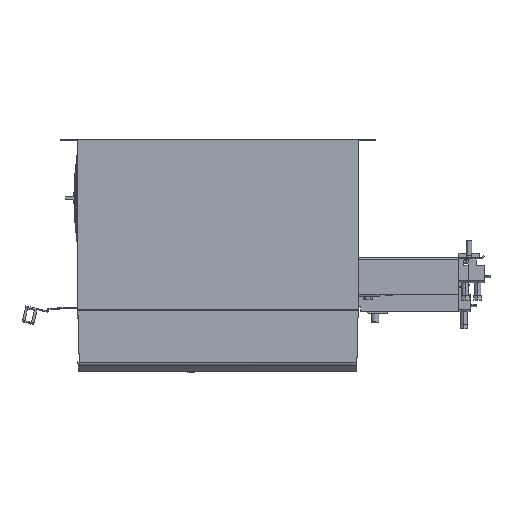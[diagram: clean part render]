
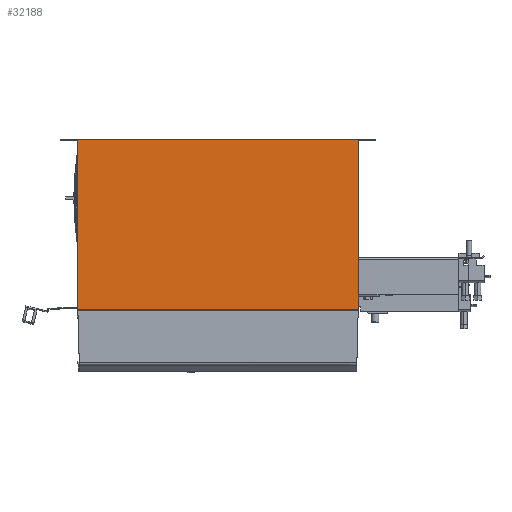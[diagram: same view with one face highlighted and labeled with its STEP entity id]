
A CAD part, front view. The second image highlights one B-rep face of the part: STEP entity #32188.
In plain terms, the highlighted planar face has unit normal (0, -1, 0).
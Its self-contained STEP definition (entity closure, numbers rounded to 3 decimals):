
#118=DIRECTION('',(0.,0.,-1.));
#119=VECTOR('',#118,213.2);
#120=CARTESIAN_POINT('',(-177.5,-165.,0.));
#121=LINE('',#120,#119);
#2123=DIRECTION('',(-1.,0.,0.));
#2124=VECTOR('',#2123,354.976);
#2125=CARTESIAN_POINT('',(177.476,-165.,-213.2));
#2126=LINE('',#2125,#2124);
#2127=DIRECTION('',(0.,0.,1.));
#2128=VECTOR('',#2127,2.);
#2129=CARTESIAN_POINT('',(-199.5,-165.,0.));
#2130=LINE('',#2129,#2128);
#2131=DIRECTION('',(1.,0.,0.));
#2132=VECTOR('',#2131,399.);
#2133=CARTESIAN_POINT('',(-199.5,-165.,2.));
#2134=LINE('',#2133,#2132);
#2139=DIRECTION('',(1.,0.,0.));
#2140=VECTOR('',#2139,22.001);
#2141=CARTESIAN_POINT('',(177.499,-165.,0.));
#2142=LINE('',#2141,#2140);
#2191=DIRECTION('',(0.,0.,1.));
#2192=VECTOR('',#2191,212.045);
#2193=CARTESIAN_POINT('',(177.497,-165.,-212.045));
#2194=LINE('',#2193,#2192);
#3110=DIRECTION('',(0.019,0.,1.));
#3111=VECTOR('',#3110,1.155);
#3112=CARTESIAN_POINT('',(177.476,-165.,-213.2));
#3113=LINE('',#3112,#3111);
#3793=DIRECTION('',(0.,0.,1.));
#3794=VECTOR('',#3793,2.);
#3795=CARTESIAN_POINT('',(199.5,-165.,0.));
#3796=LINE('',#3795,#3794);
#3901=DIRECTION('',(1.,0.,0.));
#3902=VECTOR('',#3901,22.);
#3903=CARTESIAN_POINT('',(-199.5,-165.,0.));
#3904=LINE('',#3903,#3902);
#22624=CARTESIAN_POINT('',(-177.5,-165.,0.));
#22625=VERTEX_POINT('',#22624);
#22626=CARTESIAN_POINT('',(-177.5,-165.,-213.2));
#22627=VERTEX_POINT('',#22626);
#23285=CARTESIAN_POINT('',(177.476,-165.,-213.2));
#23286=VERTEX_POINT('',#23285);
#23304=CARTESIAN_POINT('',(177.497,-165.,-212.045));
#23305=VERTEX_POINT('',#23304);
#24840=CARTESIAN_POINT('',(177.499,-165.,0.));
#24841=VERTEX_POINT('',#24840);
#25334=CARTESIAN_POINT('',(199.5,-165.,0.));
#25335=VERTEX_POINT('',#25334);
#25336=CARTESIAN_POINT('',(-199.5,-165.,0.));
#25337=VERTEX_POINT('',#25336);
#25338=CARTESIAN_POINT('',(-199.5,-165.,2.));
#25339=VERTEX_POINT('',#25338);
#25340=CARTESIAN_POINT('',(199.5,-165.,2.));
#25341=VERTEX_POINT('',#25340);
#32165=CARTESIAN_POINT('',(0.,-165.,1.));
#32166=DIRECTION('',(0.,1.,0.));
#32167=DIRECTION('',(1.,0.,0.));
#32168=AXIS2_PLACEMENT_3D('',#32165,#32166,#32167);
#32169=PLANE('',#32168);
#32171=ORIENTED_EDGE('',*,*,#32170,.F.);
#32173=ORIENTED_EDGE('',*,*,#32172,.F.);
#32175=ORIENTED_EDGE('',*,*,#32174,.F.);
#32176=ORIENTED_EDGE('',*,*,#32150,.T.);
#32177=ORIENTED_EDGE('',*,*,#29351,.F.);
#32179=ORIENTED_EDGE('',*,*,#32178,.F.);
#32181=ORIENTED_EDGE('',*,*,#32180,.T.);
#32183=ORIENTED_EDGE('',*,*,#32182,.T.);
#32185=ORIENTED_EDGE('',*,*,#32184,.F.);
#32186=EDGE_LOOP('',(#32171,#32173,#32175,#32176,#32177,#32179,#32181,#32183,
#32185));
#32187=FACE_OUTER_BOUND('',#32186,.F.);
#32188=ADVANCED_FACE('',(#32187),#32169,.F.);
#29351=EDGE_CURVE('',#22625,#22627,#121,.T.);
#32150=EDGE_CURVE('',#23286,#22627,#2126,.T.);
#32170=EDGE_CURVE('',#24841,#25335,#2142,.T.);
#32172=EDGE_CURVE('',#23305,#24841,#2194,.T.);
#32174=EDGE_CURVE('',#23286,#23305,#3113,.T.);
#32178=EDGE_CURVE('',#25337,#22625,#3904,.T.);
#32180=EDGE_CURVE('',#25337,#25339,#2130,.T.);
#32182=EDGE_CURVE('',#25339,#25341,#2134,.T.);
#32184=EDGE_CURVE('',#25335,#25341,#3796,.T.);
